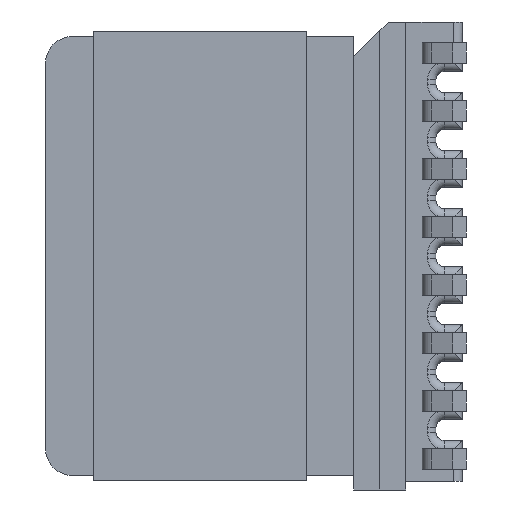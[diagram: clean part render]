
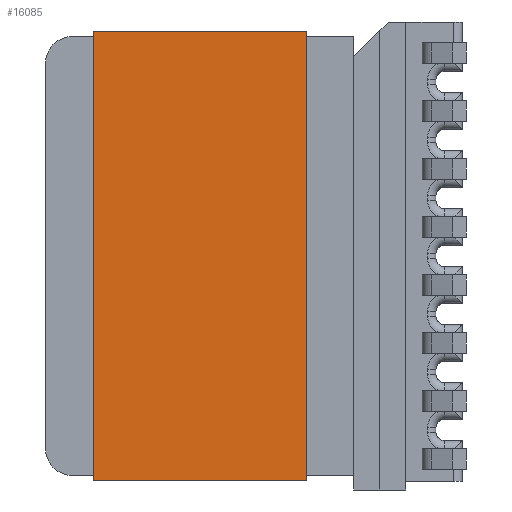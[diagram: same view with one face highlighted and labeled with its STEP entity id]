
A CAD part, left-side view. The second image highlights one B-rep face of the part: STEP entity #16085.
In plain terms, the highlighted planar face has unit normal (-1, 0, 0).
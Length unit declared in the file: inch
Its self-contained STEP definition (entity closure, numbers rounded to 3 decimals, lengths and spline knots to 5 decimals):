
#346 = LINE ( 'NONE', #1693, #12914 ) ;
#1192 = CARTESIAN_POINT ( 'NONE',  ( -0.00591, 0.00591, -0.24488 ) ) ;
#1693 = CARTESIAN_POINT ( 'NONE',  ( -0.00591, 0.00591, -0.24488 ) ) ;
#2553 = CARTESIAN_POINT ( 'NONE',  ( -0.00591, -0.50984, -0.24488 ) ) ;
#2586 = DIRECTION ( 'NONE',  ( 0., 0., 1. ) ) ;
#2926 = VECTOR ( 'NONE', #2586, 39.37008 ) ;
#3204 = EDGE_CURVE ( 'NONE', #11147, #8979, #13425, .T. ) ;
#3466 = ORIENTED_EDGE ( 'NONE', *, *, #4969, .F. ) ;
#3788 = ORIENTED_EDGE ( 'NONE', *, *, #3204, .T. ) ;
#4055 = LINE ( 'NONE', #16169, #7931 ) ;
#4969 = EDGE_CURVE ( 'NONE', #10913, #14815, #19808, .T. ) ;
#5372 = DIRECTION ( 'NONE',  ( 0., 0., 1. ) ) ;
#5391 = ORIENTED_EDGE ( 'NONE', *, *, #12494, .F. ) ;
#5841 = CARTESIAN_POINT ( 'NONE',  ( -0.00591, 0.00591, 0. ) ) ;
#5842 = PLANE ( 'NONE',  #7874 ) ;
#7082 = CARTESIAN_POINT ( 'NONE',  ( -0.00591, 0.00591, -0.24488 ) ) ;
#7142 = CARTESIAN_POINT ( 'NONE',  ( -0.00591, -0.50984, 0. ) ) ;
#7562 = DIRECTION ( 'NONE',  ( -1., 0., 0. ) ) ;
#7874 = AXIS2_PLACEMENT_3D ( 'NONE', #1192, #7562, #18143 ) ;
#7931 = VECTOR ( 'NONE', #17510, 39.37008 ) ;
#8217 = CARTESIAN_POINT ( 'NONE',  ( -0.00591, 0.00591, -0.24488 ) ) ;
#8979 = VERTEX_POINT ( 'NONE', #7142 ) ;
#9155 = EDGE_CURVE ( 'NONE', #10913, #11147, #346, .T. ) ;
#9820 = VECTOR ( 'NONE', #5372, 39.37008 ) ;
#9946 = ORIENTED_EDGE ( 'NONE', *, *, #9155, .T. ) ;
#10913 = VERTEX_POINT ( 'NONE', #8217 ) ;
#11147 = VERTEX_POINT ( 'NONE', #2553 ) ;
#12494 = EDGE_CURVE ( 'NONE', #14815, #8979, #4055, .T. ) ;
#12604 = DIRECTION ( 'NONE',  ( 0., -1., 0. ) ) ;
#12914 = VECTOR ( 'NONE', #12604, 39.37008 ) ;
#13425 = LINE ( 'NONE', #13436, #9820 ) ;
#13436 = CARTESIAN_POINT ( 'NONE',  ( -0.00591, -0.50984, -0.24488 ) ) ;
#14815 = VERTEX_POINT ( 'NONE', #5841 ) ;
#16085 = ADVANCED_FACE ( 'NONE', ( #18562 ), #5842, .T. ) ;
#16169 = CARTESIAN_POINT ( 'NONE',  ( -0.00591, 0.00591, 0. ) ) ;
#16941 = EDGE_LOOP ( 'NONE', ( #5391, #3466, #9946, #3788 ) ) ;
#17510 = DIRECTION ( 'NONE',  ( 0., -1., 0. ) ) ;
#18143 = DIRECTION ( 'NONE',  ( 0., -1., 0. ) ) ;
#18562 = FACE_OUTER_BOUND ( 'NONE', #16941, .T. ) ;
#19808 = LINE ( 'NONE', #7082, #2926 ) ;
